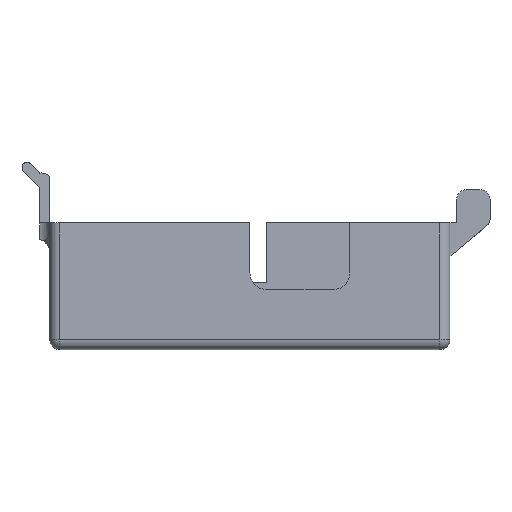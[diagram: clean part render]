
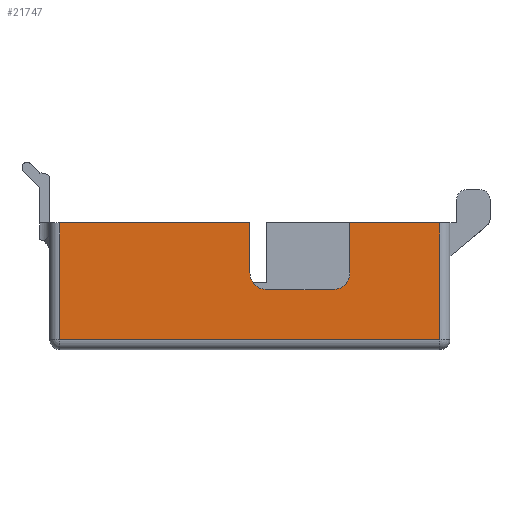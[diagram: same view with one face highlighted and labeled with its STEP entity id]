
A CAD part, left-side view. The second image highlights one B-rep face of the part: STEP entity #21747.
In plain terms, the highlighted planar face has unit normal (-1, 0, 0).
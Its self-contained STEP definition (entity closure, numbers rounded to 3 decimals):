
#200=CIRCLE('',#22137,5.);
#201=CIRCLE('',#22138,5.);
#459=PLANE('',#22136);
#1575=FACE_OUTER_BOUND('',#2707,.T.);
#2707=EDGE_LOOP('',(#17775,#17776,#17777,#17778,#17779,#17780,#17781,#17782,
#17783,#17784));
#4977=LINE('',#41218,#6604);
#5186=LINE('',#41701,#6813);
#5188=LINE('',#41706,#6815);
#5194=LINE('',#41725,#6821);
#5195=LINE('',#41728,#6822);
#5196=LINE('',#41732,#6823);
#5197=LINE('',#41736,#6824);
#5198=LINE('',#41737,#6825);
#6604=VECTOR('',#23967,10.);
#6813=VECTOR('',#24436,10.);
#6815=VECTOR('',#24442,10.);
#6821=VECTOR('',#24468,10.);
#6822=VECTOR('',#24471,10.);
#6823=VECTOR('',#24474,10.);
#6824=VECTOR('',#24477,10.);
#6825=VECTOR('',#24478,10.);
#9700=VERTEX_POINT('',#41215);
#9701=VERTEX_POINT('',#41217);
#9840=VERTEX_POINT('',#41681);
#9845=VERTEX_POINT('',#41697);
#9846=VERTEX_POINT('',#41704);
#9850=VERTEX_POINT('',#41727);
#9851=VERTEX_POINT('',#41729);
#9852=VERTEX_POINT('',#41731);
#9853=VERTEX_POINT('',#41733);
#9854=VERTEX_POINT('',#41735);
#12904=EDGE_CURVE('',#9700,#9701,#4977,.T.);
#13142=EDGE_CURVE('',#9840,#9845,#5186,.T.);
#13145=EDGE_CURVE('',#9845,#9846,#5188,.T.);
#13155=EDGE_CURVE('',#9701,#9840,#5194,.T.);
#13156=EDGE_CURVE('',#9700,#9850,#5195,.T.);
#13157=EDGE_CURVE('',#9851,#9850,#200,.T.);
#13158=EDGE_CURVE('',#9851,#9852,#5196,.T.);
#13159=EDGE_CURVE('',#9853,#9852,#201,.T.);
#13160=EDGE_CURVE('',#9853,#9854,#5197,.T.);
#13161=EDGE_CURVE('',#9846,#9854,#5198,.T.);
#17775=ORIENTED_EDGE('',*,*,#13145,.F.);
#17776=ORIENTED_EDGE('',*,*,#13142,.F.);
#17777=ORIENTED_EDGE('',*,*,#13155,.F.);
#17778=ORIENTED_EDGE('',*,*,#12904,.F.);
#17779=ORIENTED_EDGE('',*,*,#13156,.T.);
#17780=ORIENTED_EDGE('',*,*,#13157,.F.);
#17781=ORIENTED_EDGE('',*,*,#13158,.T.);
#17782=ORIENTED_EDGE('',*,*,#13159,.F.);
#17783=ORIENTED_EDGE('',*,*,#13160,.T.);
#17784=ORIENTED_EDGE('',*,*,#13161,.F.);
#21747=ADVANCED_FACE('',(#1575),#459,.T.);
#22136=AXIS2_PLACEMENT_3D('',#41726,#24469,#24470);
#22137=AXIS2_PLACEMENT_3D('',#41730,#24472,#24473);
#22138=AXIS2_PLACEMENT_3D('',#41734,#24475,#24476);
#23967=DIRECTION('',(0.,-1.,0.));
#24436=DIRECTION('',(0.,1.,0.));
#24442=DIRECTION('',(0.,0.,1.));
#24468=DIRECTION('',(0.,0.,-1.));
#24469=DIRECTION('center_axis',(-1.,0.,0.));
#24470=DIRECTION('ref_axis',(0.,-1.,0.));
#24471=DIRECTION('',(0.,0.,-1.));
#24472=DIRECTION('center_axis',(-1.,0.,0.));
#24473=DIRECTION('ref_axis',(0.,-0.707,-0.707));
#24474=DIRECTION('',(0.,1.,0.));
#24475=DIRECTION('center_axis',(-1.,0.,0.));
#24476=DIRECTION('ref_axis',(0.,0.707,-0.707));
#24477=DIRECTION('',(0.,0.,1.));
#24478=DIRECTION('',(0.,-1.,0.));
#41215=CARTESIAN_POINT('',(0.,30.,38.));
#41217=CARTESIAN_POINT('',(0.,3.,38.));
#41218=CARTESIAN_POINT('',(0.,120.,38.));
#41681=CARTESIAN_POINT('',(0.,3.,3.));
#41697=CARTESIAN_POINT('',(0.,117.,3.));
#41701=CARTESIAN_POINT('',(0.,90.,3.));
#41704=CARTESIAN_POINT('',(0.,117.,38.));
#41706=CARTESIAN_POINT('',(0.,117.,0.));
#41725=CARTESIAN_POINT('',(0.,3.,0.));
#41726=CARTESIAN_POINT('Origin',(0.,120.,0.));
#41727=CARTESIAN_POINT('',(0.,30.,23.));
#41728=CARTESIAN_POINT('',(0.,30.,19.));
#41729=CARTESIAN_POINT('',(0.,35.,18.));
#41730=CARTESIAN_POINT('Origin',(0.,35.,23.));
#41731=CARTESIAN_POINT('',(0.,55.,18.));
#41732=CARTESIAN_POINT('',(0.,75.,18.));
#41733=CARTESIAN_POINT('',(0.,60.,23.));
#41734=CARTESIAN_POINT('Origin',(0.,55.,23.));
#41735=CARTESIAN_POINT('',(0.,60.,38.));
#41736=CARTESIAN_POINT('',(0.,60.,9.));
#41737=CARTESIAN_POINT('',(0.,120.,38.));
